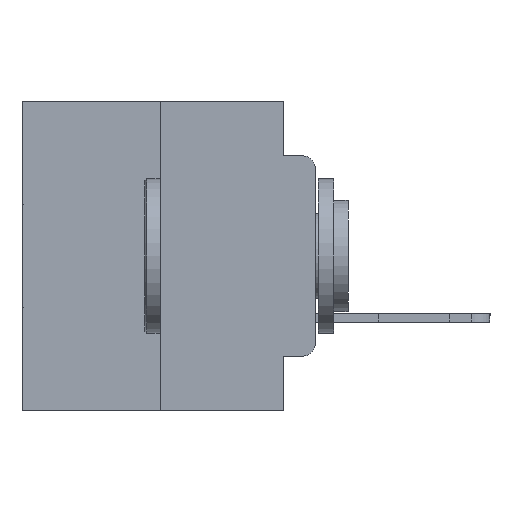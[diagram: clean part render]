
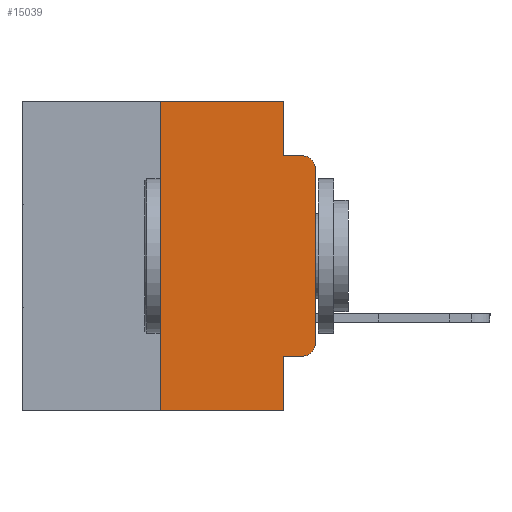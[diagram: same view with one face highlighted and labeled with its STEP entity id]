
A CAD part, left-side view. The second image highlights one B-rep face of the part: STEP entity #15039.
In plain terms, the highlighted planar face has unit normal (-1, 0, 0).
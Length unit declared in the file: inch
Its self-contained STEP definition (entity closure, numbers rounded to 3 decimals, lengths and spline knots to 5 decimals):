
#14 = ORIENTED_EDGE ( 'NONE', *, *, #2310, .T. ) ;
#221 = CARTESIAN_POINT ( 'NONE',  ( 0., 0.051, -0.0885 ) ) ;
#514 = DIRECTION ( 'NONE',  ( 1., 0., 0. ) ) ;
#1292 = EDGE_CURVE ( 'NONE', #1870, #25690, #9993, .T. ) ;
#1803 = CARTESIAN_POINT ( 'NONE',  ( 0., 0.02, -0.3915 ) ) ;
#1870 = VERTEX_POINT ( 'NONE', #14011 ) ;
#1891 = EDGE_CURVE ( 'NONE', #11216, #8030, #5423, .T. ) ;
#2266 = EDGE_CURVE ( 'NONE', #19035, #8379, #14400, .T. ) ;
#2310 = EDGE_CURVE ( 'NONE', #8379, #9485, #7137, .T. ) ;
#2311 = EDGE_CURVE ( 'NONE', #14410, #9485, #18122, .T. ) ;
#2353 = EDGE_CURVE ( 'NONE', #25690, #14410, #28235, .T. ) ;
#2361 = EDGE_CURVE ( 'NONE', #11216, #1870, #5034, .T. ) ;
#2365 = EDGE_CURVE ( 'NONE', #10372, #8030, #12327, .T. ) ;
#2401 = EDGE_CURVE ( 'NONE', #10372, #6204, #3509, .T. ) ;
#2406 = EDGE_CURVE ( 'NONE', #6204, #19035, #26914, .T. ) ;
#2976 = DIRECTION ( 'NONE',  ( 0., 0., -1. ) ) ;
#3509 = LINE ( 'NONE', #13724, #20504 ) ;
#3790 = DIRECTION ( 'NONE',  ( 0., -1., 0. ) ) ;
#3959 = CARTESIAN_POINT ( 'NONE',  ( 0., 0.25, 0. ) ) ;
#4135 = CARTESIAN_POINT ( 'NONE',  ( 0., 0., 0. ) ) ;
#5020 = AXIS2_PLACEMENT_3D ( 'NONE', #24512, #11487, #26658 ) ;
#5034 = LINE ( 'NONE', #3959, #27574 ) ;
#5423 = LINE ( 'NONE', #25364, #16464 ) ;
#5999 = ORIENTED_EDGE ( 'NONE', *, *, #2406, .T. ) ;
#6204 = VERTEX_POINT ( 'NONE', #25783 ) ;
#6436 = VECTOR ( 'NONE', #3790, 39.37008 ) ;
#7045 = ORIENTED_EDGE ( 'NONE', *, *, #2311, .F. ) ;
#7137 = CIRCLE ( 'NONE', #5020, 0.02 ) ;
#7490 = AXIS2_PLACEMENT_3D ( 'NONE', #27122, #514, #16346 ) ;
#7657 = DIRECTION ( 'NONE',  ( 0., -1., 0. ) ) ;
#7731 = ORIENTED_EDGE ( 'NONE', *, *, #2353, .F. ) ;
#7892 = DIRECTION ( 'NONE',  ( 0., -1., 0. ) ) ;
#8030 = VERTEX_POINT ( 'NONE', #12390 ) ;
#8379 = VERTEX_POINT ( 'NONE', #17797 ) ;
#9046 = DIRECTION ( 'NONE',  ( 0., 0., -1. ) ) ;
#9485 = VERTEX_POINT ( 'NONE', #26743 ) ;
#9768 = DIRECTION ( 'NONE',  ( 0., 0., 1. ) ) ;
#9993 = LINE ( 'NONE', #19214, #26675 ) ;
#10372 = VERTEX_POINT ( 'NONE', #25488 ) ;
#10966 = VECTOR ( 'NONE', #14988, 39.37008 ) ;
#11216 = VERTEX_POINT ( 'NONE', #23759 ) ;
#11487 = DIRECTION ( 'NONE',  ( -1., 0., 0. ) ) ;
#11570 = ORIENTED_EDGE ( 'NONE', *, *, #2266, .T. ) ;
#11638 = CARTESIAN_POINT ( 'NONE',  ( 0., 0.051, -0.0885 ) ) ;
#11954 = PLANE ( 'NONE',  #7490 ) ;
#12327 = LINE ( 'NONE', #16071, #16101 ) ;
#12352 = CARTESIAN_POINT ( 'NONE',  ( 0., 0.051, 0. ) ) ;
#12390 = CARTESIAN_POINT ( 'NONE',  ( 0., 0.051, -0.5 ) ) ;
#12453 = AXIS2_PLACEMENT_3D ( 'NONE', #1803, #22937, #2976 ) ;
#13231 = DIRECTION ( 'NONE',  ( 0., -1., 0. ) ) ;
#13722 = VECTOR ( 'NONE', #9768, 39.37008 ) ;
#13724 = CARTESIAN_POINT ( 'NONE',  ( 0., 0.051, -0.4115 ) ) ;
#14011 = CARTESIAN_POINT ( 'NONE',  ( 0., 0.25, 0. ) ) ;
#14126 = CARTESIAN_POINT ( 'NONE',  ( 0., 0., -0.3915 ) ) ;
#14261 = EDGE_LOOP ( 'NONE', ( #11570, #14, #7045, #7731, #25845, #20762, #27177, #16354, #22803, #5999 ) ) ;
#14400 = LINE ( 'NONE', #4135, #13722 ) ;
#14410 = VERTEX_POINT ( 'NONE', #221 ) ;
#14988 = DIRECTION ( 'NONE',  ( 0., 0., -1. ) ) ;
#15039 = ADVANCED_FACE ( 'NONE', ( #23393 ), #11954, .F. ) ;
#16071 = CARTESIAN_POINT ( 'NONE',  ( 0., 0.051, 0. ) ) ;
#16101 = VECTOR ( 'NONE', #9046, 39.37008 ) ;
#16346 = DIRECTION ( 'NONE',  ( 0., 0., -1. ) ) ;
#16354 = ORIENTED_EDGE ( 'NONE', *, *, #2365, .F. ) ;
#16464 = VECTOR ( 'NONE', #7892, 39.37008 ) ;
#17797 = CARTESIAN_POINT ( 'NONE',  ( 0., 0., -0.1085 ) ) ;
#18122 = LINE ( 'NONE', #11638, #6436 ) ;
#19035 = VERTEX_POINT ( 'NONE', #14126 ) ;
#19214 = CARTESIAN_POINT ( 'NONE',  ( 0., 0.473, 0. ) ) ;
#20504 = VECTOR ( 'NONE', #13231, 39.37008 ) ;
#20762 = ORIENTED_EDGE ( 'NONE', *, *, #2361, .F. ) ;
#22803 = ORIENTED_EDGE ( 'NONE', *, *, #2401, .T. ) ;
#22937 = DIRECTION ( 'NONE',  ( -1., 0., 0. ) ) ;
#23393 = FACE_OUTER_BOUND ( 'NONE', #14261, .T. ) ;
#23759 = CARTESIAN_POINT ( 'NONE',  ( 0., 0.25, -0.5 ) ) ;
#24322 = DIRECTION ( 'NONE',  ( 0., 0., 1. ) ) ;
#24512 = CARTESIAN_POINT ( 'NONE',  ( 0., 0.02, -0.1085 ) ) ;
#24691 = CARTESIAN_POINT ( 'NONE',  ( 0., 0.051, 0. ) ) ;
#25364 = CARTESIAN_POINT ( 'NONE',  ( 0., 0.473, -0.5 ) ) ;
#25488 = CARTESIAN_POINT ( 'NONE',  ( 0., 0.051, -0.4115 ) ) ;
#25690 = VERTEX_POINT ( 'NONE', #12352 ) ;
#25783 = CARTESIAN_POINT ( 'NONE',  ( 0., 0.02, -0.4115 ) ) ;
#25845 = ORIENTED_EDGE ( 'NONE', *, *, #1292, .F. ) ;
#26658 = DIRECTION ( 'NONE',  ( 0., 0., -1. ) ) ;
#26675 = VECTOR ( 'NONE', #7657, 39.37008 ) ;
#26743 = CARTESIAN_POINT ( 'NONE',  ( 0., 0.02, -0.0885 ) ) ;
#26914 = CIRCLE ( 'NONE', #12453, 0.02 ) ;
#27122 = CARTESIAN_POINT ( 'NONE',  ( 0., 0.473, 0. ) ) ;
#27177 = ORIENTED_EDGE ( 'NONE', *, *, #1891, .T. ) ;
#27574 = VECTOR ( 'NONE', #24322, 39.37008 ) ;
#28235 = LINE ( 'NONE', #24691, #10966 ) ;
